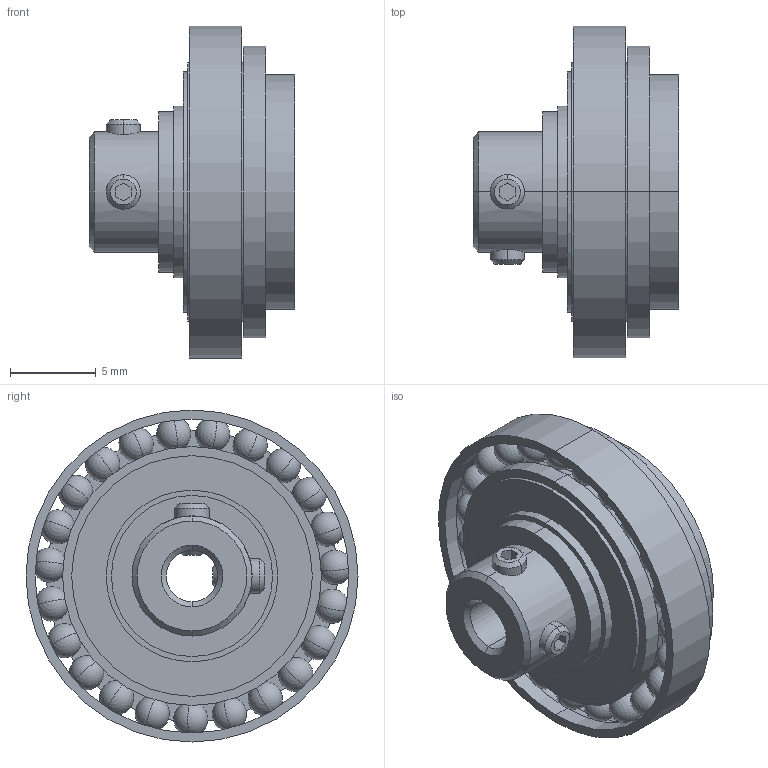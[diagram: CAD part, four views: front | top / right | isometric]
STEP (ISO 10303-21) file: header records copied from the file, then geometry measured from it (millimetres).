
FILE_DESCRIPTION((''),'2;1');
FILE_NAME('HFUC-8-100-2A-R_B','2021-10-19T14:05:29',('silo-mech'),(''),'CREO PARAMETRIC BY PTC INC, 2020454','CREO PARAMETRIC BY PTC INC, 2020454','');
FILE_SCHEMA(('CONFIG_CONTROL_DESIGN'));
Length unit declared in the file: millimetre
Products named in the file (1): HFUC-8-100-2A-R_B
Bounding box: 12 x 19.35 x 19.35 mm (x, y, z)
Volume: 1516 mm3; surface area: 1734.6 mm2
Topology: 25 solids, 25 shells, 132 faces, 322 edges, 158 vertices
Faces by surface type: sphere 46, cylinder 32, plane 28, cone 18, torus 8
Entity records: 3546 total; most frequent: CARTESIAN_POINT 846, DIRECTION 620, ORIENTED_EDGE 460, AXIS2_PLACEMENT_3D 268, EDGE_CURVE 230, VERTEX_POINT 158, EDGE_LOOP 146, CIRCLE 136
